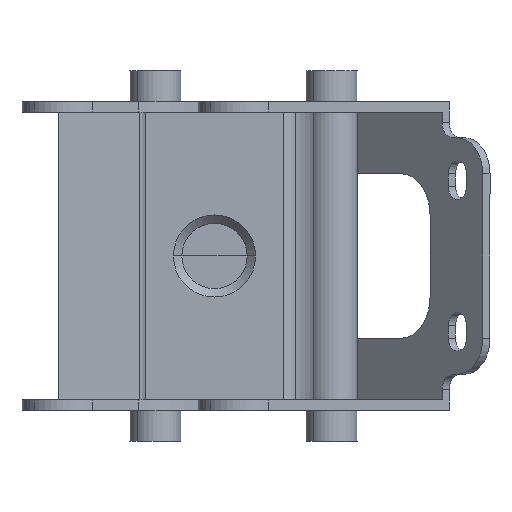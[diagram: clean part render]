
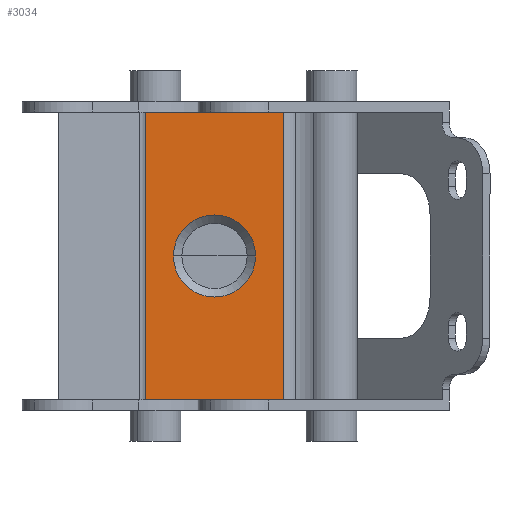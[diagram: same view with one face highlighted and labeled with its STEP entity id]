
A CAD part, left-side view. The second image highlights one B-rep face of the part: STEP entity #3034.
In plain terms, the highlighted face is planar.
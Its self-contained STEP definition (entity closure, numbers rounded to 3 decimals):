
#124=FACE_BOUND('',#342,.T.);
#172=FACE_OUTER_BOUND('',#341,.T.);
#341=EDGE_LOOP('',(#2033,#2034,#2035,#2036));
#342=EDGE_LOOP('',(#2037,#2038));
#543=CIRCLE('',#3239,7.975);
#544=CIRCLE('',#3240,7.975);
#692=LINE('',#4484,#950);
#693=LINE('',#4492,#951);
#701=LINE('',#4535,#959);
#720=LINE('',#4576,#978);
#950=VECTOR('',#3555,304.8);
#951=VECTOR('',#3562,304.8);
#959=VECTOR('',#3600,304.8);
#978=VECTOR('',#3659,304.8);
#1201=VERTEX_POINT('',#4445);
#1220=VERTEX_POINT('',#4482);
#1223=VERTEX_POINT('',#4490);
#1224=VERTEX_POINT('',#4491);
#1247=VERTEX_POINT('',#4578);
#1248=VERTEX_POINT('',#4579);
#1500=EDGE_CURVE('',#1220,#1201,#692,.T.);
#1503=EDGE_CURVE('',#1223,#1224,#693,.T.);
#1525=EDGE_CURVE('',#1201,#1223,#701,.T.);
#1546=EDGE_CURVE('',#1224,#1220,#720,.T.);
#1547=EDGE_CURVE('',#1247,#1248,#543,.T.);
#1548=EDGE_CURVE('',#1248,#1247,#544,.T.);
#2033=ORIENTED_EDGE('',*,*,#1500,.F.);
#2034=ORIENTED_EDGE('',*,*,#1546,.F.);
#2035=ORIENTED_EDGE('',*,*,#1503,.F.);
#2036=ORIENTED_EDGE('',*,*,#1525,.F.);
#2037=ORIENTED_EDGE('',*,*,#1547,.T.);
#2038=ORIENTED_EDGE('',*,*,#1548,.T.);
#2780=PLANE('',#3238);
#3034=ADVANCED_FACE('',(#172,#124),#2780,.T.);
#3238=AXIS2_PLACEMENT_3D('',#4577,#3660,#3661);
#3239=AXIS2_PLACEMENT_3D('',#4580,#3662,#3663);
#3240=AXIS2_PLACEMENT_3D('',#4581,#3664,#3665);
#3555=DIRECTION('',(0.,-0.707,0.707));
#3562=DIRECTION('',(0.,0.707,-0.707));
#3600=DIRECTION('',(-1.,0.,0.));
#3659=DIRECTION('',(1.,0.,0.));
#3660=DIRECTION('center_axis',(0.,0.707,0.707));
#3661=DIRECTION('ref_axis',(-1.,0.,0.));
#3662=DIRECTION('center_axis',(0.,-0.707,-0.707));
#3663=DIRECTION('ref_axis',(0.,-0.707,0.707));
#3664=DIRECTION('center_axis',(0.,-0.707,-0.707));
#3665=DIRECTION('ref_axis',(0.,-0.707,0.707));
#4445=CARTESIAN_POINT('',(28.,11.971,63.334));
#4482=CARTESIAN_POINT('',(28.,31.055,44.25));
#4484=CARTESIAN_POINT('',(28.,31.055,44.25));
#4490=CARTESIAN_POINT('',(-28.,11.971,63.334));
#4491=CARTESIAN_POINT('',(-28.,31.055,44.25));
#4492=CARTESIAN_POINT('',(-28.,11.971,63.334));
#4535=CARTESIAN_POINT('',(28.,11.971,63.334));
#4576=CARTESIAN_POINT('',(28.,31.055,44.25));
#4577=CARTESIAN_POINT('Origin',(28.,31.055,44.25));
#4578=CARTESIAN_POINT('',(0.,15.874,59.431));
#4579=CARTESIAN_POINT('',(0.,27.152,48.153));
#4580=CARTESIAN_POINT('Origin',(0.,21.513,53.792));
#4581=CARTESIAN_POINT('Origin',(0.,21.513,53.792));
